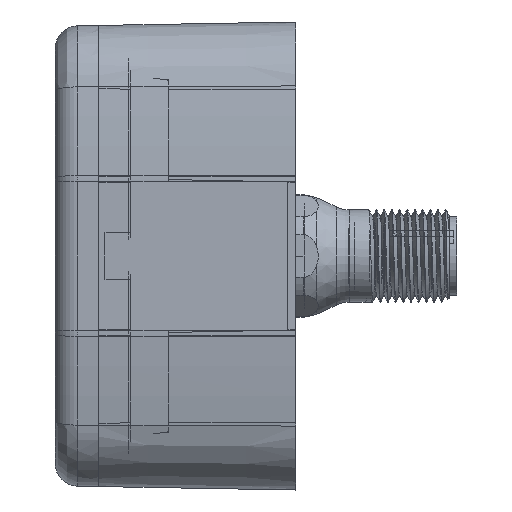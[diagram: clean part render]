
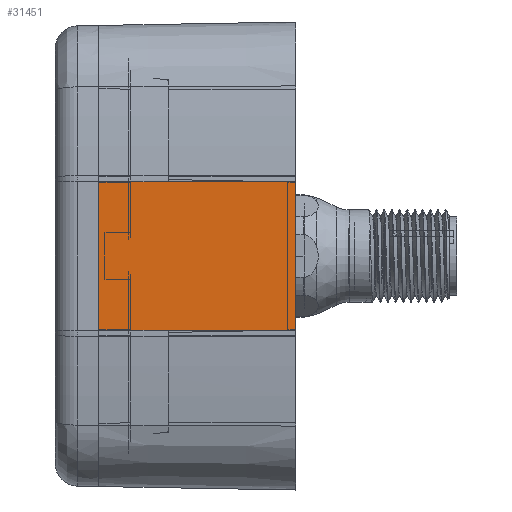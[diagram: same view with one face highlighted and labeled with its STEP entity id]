
A CAD part, left-side view. The second image highlights one B-rep face of the part: STEP entity #31451.
In plain terms, the highlighted planar face has unit normal (-1, 0.018, 0).
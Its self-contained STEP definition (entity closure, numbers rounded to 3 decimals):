
#4760=DIRECTION('',(0.,0.,-1.));
#4761=VECTOR('',#4760,19.399);
#4762=CARTESIAN_POINT('',(-319.447,-19.,9.699));
#4763=LINE('',#4762,#4761);
#5080=DIRECTION('',(0.,0.,1.));
#5081=VECTOR('',#5080,19.364);
#5082=CARTESIAN_POINT('',(-319.,6.6,-9.682));
#5083=LINE('',#5082,#5081);
#5214=CARTESIAN_POINT('',(-319.,6.6,-9.682));
#5215=CARTESIAN_POINT('',(-319.034,4.641,
-9.683));
#5216=CARTESIAN_POINT('',(-319.104,0.661,
-9.686));
#5217=CARTESIAN_POINT('',(-319.21,-5.431,
-9.69));
#5218=CARTESIAN_POINT('',(-319.322,-11.849,
-9.695));
#5219=CARTESIAN_POINT('',(-319.404,-16.557,
-9.698));
#5220=CARTESIAN_POINT('',(-319.447,-19.,-9.699));
#5222=CARTESIAN_POINT('',(-319.,6.6,9.682));
#5223=CARTESIAN_POINT('',(-319.034,4.641,9.683));
#5224=CARTESIAN_POINT('',(-319.104,0.661,
9.686));
#5225=CARTESIAN_POINT('',(-319.21,-5.431,
9.69));
#5226=CARTESIAN_POINT('',(-319.322,-11.849,
9.695));
#5227=CARTESIAN_POINT('',(-319.404,-16.557,
9.698));
#5228=CARTESIAN_POINT('',(-319.447,-19.,9.699));
#25429=VERTEX_POINT('',#5214);
#25430=VERTEX_POINT('',#5220);
#25436=CARTESIAN_POINT('',(-319.447,-19.,9.699));
#25437=VERTEX_POINT('',#25436);
#25908=VERTEX_POINT('',#5222);
#31439=CARTESIAN_POINT('',(-319.,6.6,-11.742));
#31440=DIRECTION('',(-1.,0.017,0.));
#31441=DIRECTION('',(0.,0.,1.));
#31442=AXIS2_PLACEMENT_3D('',#31439,#31440,#31441);
#31443=PLANE('',#31442);
#31445=ORIENTED_EDGE('',*,*,#31444,.F.);
#31446=ORIENTED_EDGE('',*,*,#31246,.T.);
#31447=ORIENTED_EDGE('',*,*,#31432,.T.);
#31448=ORIENTED_EDGE('',*,*,#31036,.T.);
#31449=EDGE_LOOP('',(#31445,#31446,#31447,#31448));
#31450=FACE_OUTER_BOUND('',#31449,.F.);
#5221=B_SPLINE_CURVE_WITH_KNOTS('',3,(#5214,#5215,#5216,#5217,#5218,#5219,
#5220),.UNSPECIFIED.,.F.,.F.,(4,1,1,1,4),(0.,0.25,0.5,0.75,1.),
.UNSPECIFIED.);
#5229=B_SPLINE_CURVE_WITH_KNOTS('',3,(#5222,#5223,#5224,#5225,#5226,#5227,
#5228),.UNSPECIFIED.,.F.,.F.,(4,1,1,1,4),(0.,0.25,0.5,0.75,1.),
.UNSPECIFIED.);
#31036=EDGE_CURVE('',#25437,#25430,#4763,.T.);
#31246=EDGE_CURVE('',#25429,#25908,#5083,.T.);
#31432=EDGE_CURVE('',#25908,#25437,#5229,.T.);
#31444=EDGE_CURVE('',#25429,#25430,#5221,.T.);
#31451=ADVANCED_FACE('',(#31450),#31443,.T.);
